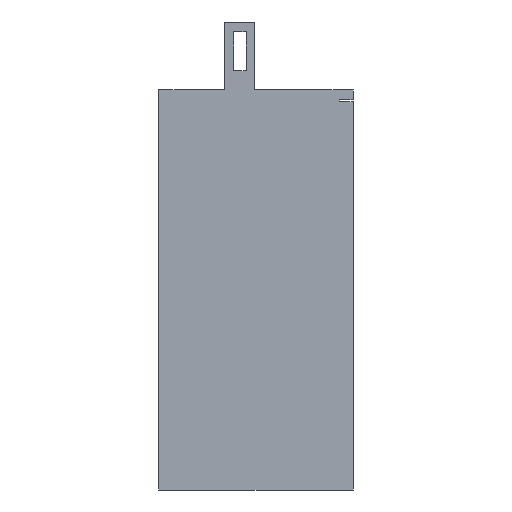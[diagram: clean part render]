
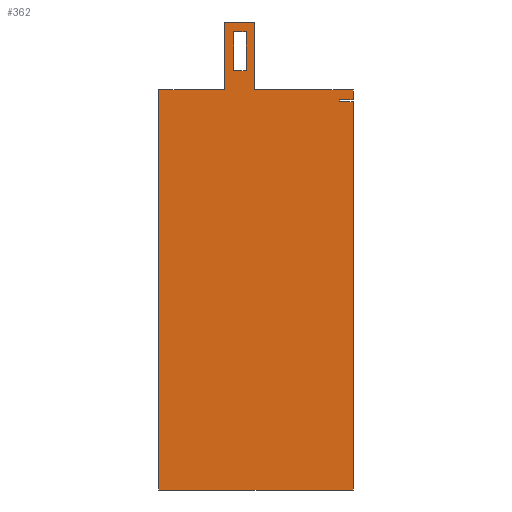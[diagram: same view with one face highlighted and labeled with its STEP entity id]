
A CAD part, front view. The second image highlights one B-rep face of the part: STEP entity #362.
In plain terms, the highlighted planar face has unit normal (0, -1, 0).
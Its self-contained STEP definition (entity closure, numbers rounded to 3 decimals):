
#16=FACE_BOUND('',#54,.T.);
#34=FACE_OUTER_BOUND('',#53,.T.);
#53=EDGE_LOOP('',(#311,#312,#313,#314,#315,#316,#317,#318,#319,#320,#321,
#322));
#54=EDGE_LOOP('',(#323,#324,#325,#326));
#55=LINE('',#485,#103);
#59=LINE('',#493,#107);
#62=LINE('',#499,#110);
#65=LINE('',#504,#113);
#67=LINE('',#509,#115);
#71=LINE('',#517,#119);
#74=LINE('',#524,#122);
#78=LINE('',#532,#126);
#81=LINE('',#538,#129);
#84=LINE('',#544,#132);
#87=LINE('',#550,#135);
#90=LINE('',#555,#138);
#92=LINE('',#559,#140);
#95=LINE('',#565,#143);
#98=LINE('',#571,#146);
#101=LINE('',#576,#149);
#103=VECTOR('',#399,10.);
#107=VECTOR('',#405,10.);
#110=VECTOR('',#410,10.);
#113=VECTOR('',#415,10.);
#115=VECTOR('',#419,10.);
#119=VECTOR('',#425,10.);
#122=VECTOR('',#430,10.);
#126=VECTOR('',#436,10.);
#129=VECTOR('',#441,10.);
#132=VECTOR('',#446,10.);
#135=VECTOR('',#451,10.);
#138=VECTOR('',#456,10.);
#140=VECTOR('',#460,10.);
#143=VECTOR('',#465,10.);
#146=VECTOR('',#470,10.);
#149=VECTOR('',#475,10.);
#151=VERTEX_POINT('',#483);
#152=VERTEX_POINT('',#484);
#155=VERTEX_POINT('',#492);
#157=VERTEX_POINT('',#498);
#159=VERTEX_POINT('',#507);
#160=VERTEX_POINT('',#508);
#163=VERTEX_POINT('',#516);
#165=VERTEX_POINT('',#522);
#166=VERTEX_POINT('',#523);
#169=VERTEX_POINT('',#531);
#171=VERTEX_POINT('',#537);
#173=VERTEX_POINT('',#543);
#175=VERTEX_POINT('',#549);
#177=VERTEX_POINT('',#558);
#179=VERTEX_POINT('',#564);
#181=VERTEX_POINT('',#570);
#183=EDGE_CURVE('',#151,#152,#55,.T.);
#187=EDGE_CURVE('',#155,#151,#59,.T.);
#190=EDGE_CURVE('',#157,#155,#62,.T.);
#193=EDGE_CURVE('',#152,#157,#65,.T.);
#195=EDGE_CURVE('',#159,#160,#67,.T.);
#199=EDGE_CURVE('',#160,#163,#71,.T.);
#202=EDGE_CURVE('',#165,#166,#74,.T.);
#206=EDGE_CURVE('',#166,#169,#78,.T.);
#209=EDGE_CURVE('',#169,#171,#81,.T.);
#212=EDGE_CURVE('',#171,#173,#84,.T.);
#215=EDGE_CURVE('',#173,#175,#87,.T.);
#218=EDGE_CURVE('',#175,#159,#90,.T.);
#220=EDGE_CURVE('',#163,#177,#92,.T.);
#223=EDGE_CURVE('',#177,#179,#95,.T.);
#226=EDGE_CURVE('',#179,#181,#98,.T.);
#229=EDGE_CURVE('',#181,#165,#101,.T.);
#311=ORIENTED_EDGE('',*,*,#229,.T.);
#312=ORIENTED_EDGE('',*,*,#202,.T.);
#313=ORIENTED_EDGE('',*,*,#206,.T.);
#314=ORIENTED_EDGE('',*,*,#209,.T.);
#315=ORIENTED_EDGE('',*,*,#212,.T.);
#316=ORIENTED_EDGE('',*,*,#215,.T.);
#317=ORIENTED_EDGE('',*,*,#218,.T.);
#318=ORIENTED_EDGE('',*,*,#195,.T.);
#319=ORIENTED_EDGE('',*,*,#199,.T.);
#320=ORIENTED_EDGE('',*,*,#220,.T.);
#321=ORIENTED_EDGE('',*,*,#223,.T.);
#322=ORIENTED_EDGE('',*,*,#226,.T.);
#323=ORIENTED_EDGE('',*,*,#193,.F.);
#324=ORIENTED_EDGE('',*,*,#183,.F.);
#325=ORIENTED_EDGE('',*,*,#187,.F.);
#326=ORIENTED_EDGE('',*,*,#190,.F.);
#344=PLANE('',#394);
#362=ADVANCED_FACE('',(#34,#16),#344,.F.);
#394=AXIS2_PLACEMENT_3D('',#579,#479,#480);
#399=DIRECTION('',(0.,0.,1.));
#405=DIRECTION('',(1.,0.,0.));
#410=DIRECTION('',(0.,0.,-1.));
#415=DIRECTION('',(-1.,0.,0.));
#419=DIRECTION('',(0.,0.,-1.));
#425=DIRECTION('',(-1.,0.,0.));
#430=DIRECTION('',(0.,0.,1.));
#436=DIRECTION('',(1.,0.,0.));
#441=DIRECTION('',(0.,0.,1.));
#446=DIRECTION('',(-1.,0.,0.));
#451=DIRECTION('',(0.,0.,1.));
#456=DIRECTION('',(-1.,0.,0.));
#460=DIRECTION('',(0.,0.,-1.));
#465=DIRECTION('',(1.,0.,0.));
#470=DIRECTION('',(0.,0.,1.));
#475=DIRECTION('',(-1.,0.,0.));
#479=DIRECTION('center_axis',(0.,1.,0.));
#480=DIRECTION('ref_axis',(1.,0.,0.));
#483=CARTESIAN_POINT('',(44.95,0.,216.));
#484=CARTESIAN_POINT('',(44.95,0.,236.));
#485=CARTESIAN_POINT('',(44.95,0.,216.));
#492=CARTESIAN_POINT('',(38.45,0.,216.));
#493=CARTESIAN_POINT('',(38.45,0.,216.));
#498=CARTESIAN_POINT('',(38.45,0.,236.));
#499=CARTESIAN_POINT('',(38.45,0.,236.));
#504=CARTESIAN_POINT('',(44.95,0.,236.));
#507=CARTESIAN_POINT('',(33.7,0.,241.));
#508=CARTESIAN_POINT('',(33.7,0.,206.));
#509=CARTESIAN_POINT('',(33.7,0.,241.));
#516=CARTESIAN_POINT('',(0.,0.,206.));
#517=CARTESIAN_POINT('',(100.,0.,206.));
#522=CARTESIAN_POINT('',(93.,0.,200.));
#523=CARTESIAN_POINT('',(93.,0.,201.));
#524=CARTESIAN_POINT('',(93.,0.,200.));
#531=CARTESIAN_POINT('',(100.,0.,201.));
#532=CARTESIAN_POINT('',(93.,0.,201.));
#537=CARTESIAN_POINT('',(100.,0.,206.));
#538=CARTESIAN_POINT('',(100.,0.,200.));
#543=CARTESIAN_POINT('',(49.3,0.,206.));
#544=CARTESIAN_POINT('',(100.,0.,206.));
#549=CARTESIAN_POINT('',(49.3,0.,241.));
#550=CARTESIAN_POINT('',(49.3,0.,206.));
#555=CARTESIAN_POINT('',(49.3,0.,241.));
#558=CARTESIAN_POINT('',(0.,0.,0.));
#559=CARTESIAN_POINT('',(0.,0.,200.));
#564=CARTESIAN_POINT('',(100.,0.,0.));
#565=CARTESIAN_POINT('',(0.,0.,0.));
#570=CARTESIAN_POINT('',(100.,0.,200.));
#571=CARTESIAN_POINT('',(100.,0.,0.));
#576=CARTESIAN_POINT('',(100.,0.,200.));
#579=CARTESIAN_POINT('Origin',(50.,0.,100.));
